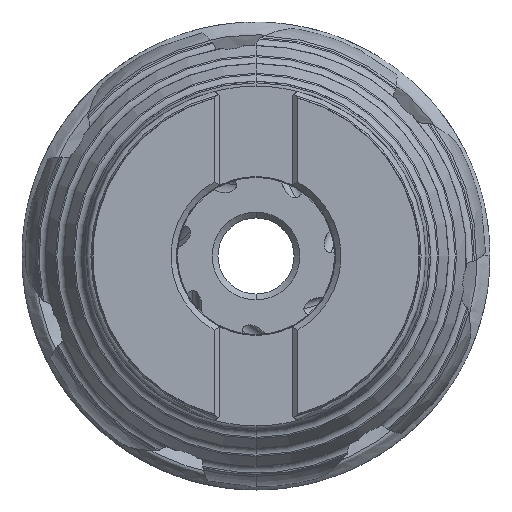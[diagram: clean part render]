
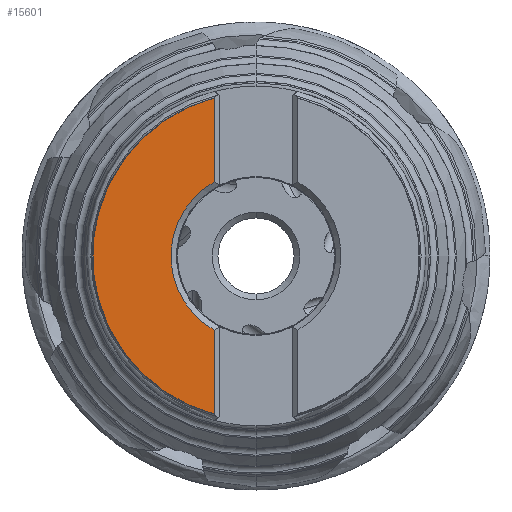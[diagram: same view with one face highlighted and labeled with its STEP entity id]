
A CAD part, left-side view. The second image highlights one B-rep face of the part: STEP entity #15601.
In plain terms, the highlighted planar face has unit normal (-1, 0, 0).
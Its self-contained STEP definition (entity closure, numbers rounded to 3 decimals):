
#1340 = AXIS2_PLACEMENT_3D ( 'NONE', #2691, #19645, #6522 ) ;
#2596 = CARTESIAN_POINT ( 'NONE',  ( -49.2, 0., 0. ) ) ;
#2691 = CARTESIAN_POINT ( 'NONE',  ( -49.2, 0., 0. ) ) ;
#3148 = CARTESIAN_POINT ( 'NONE',  ( -49.2, 7.15, 26.989 ) ) ;
#3462 = EDGE_CURVE ( 'NONE', #20280, #15232, #24261, .T. ) ;
#3779 = DIRECTION ( 'NONE',  ( 1., 0., 0. ) ) ;
#3978 = EDGE_LOOP ( 'NONE', ( #12562, #22597, #15015, #24475 ) ) ;
#4609 = CIRCLE ( 'NONE', #13156, 27.92 ) ;
#5045 = VECTOR ( 'NONE', #13534, 1000. ) ;
#5447 = CARTESIAN_POINT ( 'NONE',  ( -49.2, 0., 0. ) ) ;
#5487 = EDGE_CURVE ( 'NONE', #17845, #20280, #7515, .T. ) ;
#5575 = CARTESIAN_POINT ( 'NONE',  ( -49.2, 7.15, -12.643 ) ) ;
#6246 = LINE ( 'NONE', #11475, #5045 ) ;
#6522 = DIRECTION ( 'NONE',  ( 0., 0., -1. ) ) ;
#6747 = DIRECTION ( 'NONE',  ( -1., 0., 0. ) ) ;
#7312 = CARTESIAN_POINT ( 'NONE',  ( -49.2, 7.15, -40. ) ) ;
#7515 = LINE ( 'NONE', #7312, #23297 ) ;
#8560 = EDGE_CURVE ( 'NONE', #15232, #24299, #6246, .T. ) ;
#9308 = CARTESIAN_POINT ( 'NONE',  ( -49.2, 7.15, 12.643 ) ) ;
#9480 = DIRECTION ( 'NONE',  ( 0., 0., -1. ) ) ;
#11475 = CARTESIAN_POINT ( 'NONE',  ( -49.2, 7.15, -40. ) ) ;
#12562 = ORIENTED_EDGE ( 'NONE', *, *, #13892, .T. ) ;
#13156 = AXIS2_PLACEMENT_3D ( 'NONE', #2596, #6747, #23630 ) ;
#13534 = DIRECTION ( 'NONE',  ( 0., 0., -1. ) ) ;
#13892 = EDGE_CURVE ( 'NONE', #17845, #24299, #4609, .T. ) ;
#15015 = ORIENTED_EDGE ( 'NONE', *, *, #3462, .F. ) ;
#15232 = VERTEX_POINT ( 'NONE', #5575 ) ;
#15601 = ADVANCED_FACE ( 'NONE', ( #21848 ), #20754, .F. ) ;
#15960 = CARTESIAN_POINT ( 'NONE',  ( -49.2, 7.15, -26.989 ) ) ;
#16860 = AXIS2_PLACEMENT_3D ( 'NONE', #5447, #3779, #9480 ) ;
#17845 = VERTEX_POINT ( 'NONE', #3148 ) ;
#19645 = DIRECTION ( 'NONE',  ( -1., 0., 0. ) ) ;
#20280 = VERTEX_POINT ( 'NONE', #9308 ) ;
#20754 = PLANE ( 'NONE',  #16860 ) ;
#20768 = DIRECTION ( 'NONE',  ( 0., 0., -1. ) ) ;
#21848 = FACE_OUTER_BOUND ( 'NONE', #3978, .T. ) ;
#22597 = ORIENTED_EDGE ( 'NONE', *, *, #8560, .F. ) ;
#23297 = VECTOR ( 'NONE', #20768, 1000. ) ;
#23630 = DIRECTION ( 'NONE',  ( 0., 0., -1. ) ) ;
#24261 = CIRCLE ( 'NONE', #1340, 14.525 ) ;
#24299 = VERTEX_POINT ( 'NONE', #15960 ) ;
#24475 = ORIENTED_EDGE ( 'NONE', *, *, #5487, .F. ) ;
